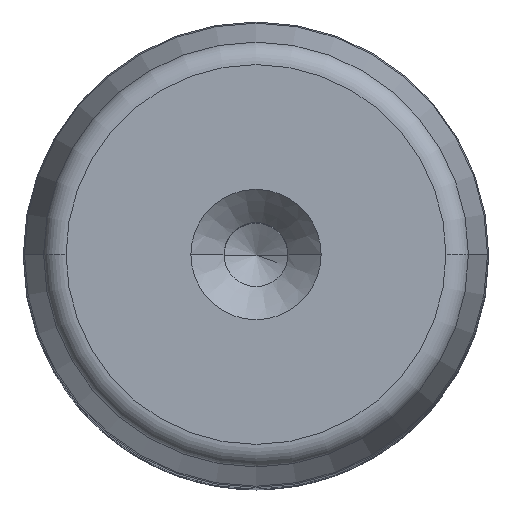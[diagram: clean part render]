
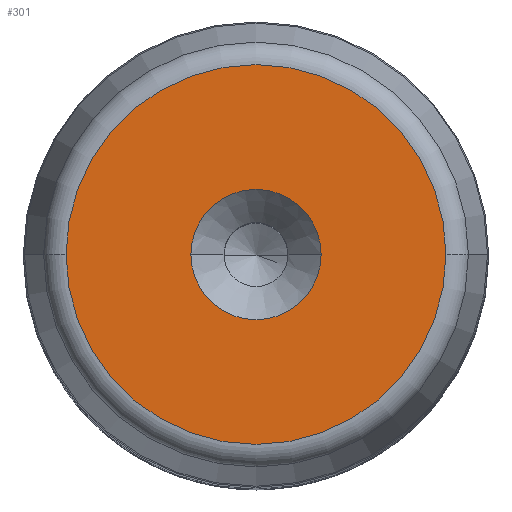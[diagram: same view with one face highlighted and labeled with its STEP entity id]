
A CAD part, top view. The second image highlights one B-rep face of the part: STEP entity #301.
In plain terms, the highlighted planar face has unit normal (0, 0, 1).
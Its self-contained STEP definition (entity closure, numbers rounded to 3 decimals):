
#70 = DIRECTION ( 'NONE',  ( 0., 0., 1. ) ) ;
#98 = CARTESIAN_POINT ( 'NONE',  ( -5.6, 0., 140. ) ) ;
#102 = AXIS2_PLACEMENT_3D ( 'NONE', #996, #1076, #1038 ) ;
#264 = DIRECTION ( 'NONE',  ( 0., 0., 1. ) ) ;
#300 = FACE_BOUND ( 'NONE', #1493, .T. ) ;
#301 = ADVANCED_FACE ( 'NONE', ( #843, #300 ), #961, .T. ) ;
#378 = AXIS2_PLACEMENT_3D ( 'NONE', #2533, #70, #1029 ) ;
#425 = CARTESIAN_POINT ( 'NONE',  ( 0., 0., 140. ) ) ;
#519 = CIRCLE ( 'NONE', #2342, 16.322 ) ;
#589 = CIRCLE ( 'NONE', #688, 5.6 ) ;
#688 = AXIS2_PLACEMENT_3D ( 'NONE', #1943, #1975, #1703 ) ;
#705 = EDGE_LOOP ( 'NONE', ( #735, #2873 ) ) ;
#735 = ORIENTED_EDGE ( 'NONE', *, *, #2668, .T. ) ;
#837 = AXIS2_PLACEMENT_3D ( 'NONE', #1501, #2459, #994 ) ;
#843 = FACE_OUTER_BOUND ( 'NONE', #705, .T. ) ;
#961 = PLANE ( 'NONE',  #837 ) ;
#994 = DIRECTION ( 'NONE',  ( 1., 0., 0. ) ) ;
#996 = CARTESIAN_POINT ( 'NONE',  ( 0., 0., 140. ) ) ;
#1029 = DIRECTION ( 'NONE',  ( 1., 0., 0. ) ) ;
#1038 = DIRECTION ( 'NONE',  ( 1., 0., 0. ) ) ;
#1076 = DIRECTION ( 'NONE',  ( 0., 0., 1. ) ) ;
#1301 = CIRCLE ( 'NONE', #378, 5.6 ) ;
#1333 = CIRCLE ( 'NONE', #102, 16.322 ) ;
#1445 = DIRECTION ( 'NONE',  ( 1., 0., 0. ) ) ;
#1493 = EDGE_LOOP ( 'NONE', ( #2325, #2227 ) ) ;
#1501 = CARTESIAN_POINT ( 'NONE',  ( 0., 0., 140. ) ) ;
#1522 = VERTEX_POINT ( 'NONE', #98 ) ;
#1682 = EDGE_CURVE ( 'NONE', #2577, #1522, #1301, .T. ) ;
#1687 = CARTESIAN_POINT ( 'NONE',  ( 16.322, 0., 140. ) ) ;
#1703 = DIRECTION ( 'NONE',  ( 1., 0., 0. ) ) ;
#1943 = CARTESIAN_POINT ( 'NONE',  ( 0., 0., 140. ) ) ;
#1953 = CARTESIAN_POINT ( 'NONE',  ( -16.322, 0., 140. ) ) ;
#1975 = DIRECTION ( 'NONE',  ( 0., 0., 1. ) ) ;
#2076 = CARTESIAN_POINT ( 'NONE',  ( 5.6, 0., 140. ) ) ;
#2084 = EDGE_CURVE ( 'NONE', #1522, #2577, #589, .T. ) ;
#2189 = VERTEX_POINT ( 'NONE', #1953 ) ;
#2227 = ORIENTED_EDGE ( 'NONE', *, *, #2084, .F. ) ;
#2274 = EDGE_CURVE ( 'NONE', #2189, #2884, #1333, .T. ) ;
#2325 = ORIENTED_EDGE ( 'NONE', *, *, #1682, .F. ) ;
#2342 = AXIS2_PLACEMENT_3D ( 'NONE', #425, #264, #1445 ) ;
#2459 = DIRECTION ( 'NONE',  ( 0., 0., 1. ) ) ;
#2533 = CARTESIAN_POINT ( 'NONE',  ( 0., 0., 140. ) ) ;
#2577 = VERTEX_POINT ( 'NONE', #2076 ) ;
#2668 = EDGE_CURVE ( 'NONE', #2884, #2189, #519, .T. ) ;
#2873 = ORIENTED_EDGE ( 'NONE', *, *, #2274, .T. ) ;
#2884 = VERTEX_POINT ( 'NONE', #1687 ) ;
